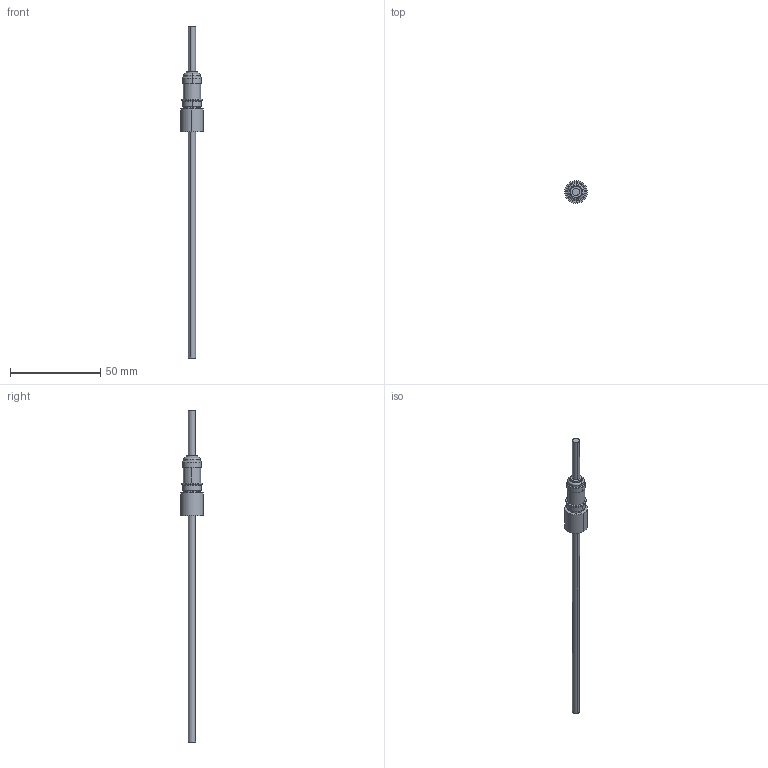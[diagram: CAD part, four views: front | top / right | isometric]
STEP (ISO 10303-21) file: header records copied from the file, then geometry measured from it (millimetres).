
FILE_DESCRIPTION (( 'STEP AP203' ), '1' );
FILE_NAME ('A0284-1-W.STEP', '2019-11-11T17:48:42', ( '' ), ( '' ), 'SwSTEP 2.0', 'SolidWorks 2019', '' );
FILE_SCHEMA (( 'CONFIG_CONTROL_DESIGN' ));
Length unit declared in the file: inch
Products named in the file (1): A0284-1-W
Bounding box: 12.56 x 12.56 x 184.15 mm (x, y, z)
Volume: 4595.9 mm3; surface area: 3806.3 mm2
Topology: 1 solids, 1 shells, 48 faces, 94 edges, 58 vertices
Faces by surface type: cylinder 26, plane 12, torus 6, cone 4
Entity records: 1329 total; most frequent: DIRECTION 256, CARTESIAN_POINT 201, ORIENTED_EDGE 188, AXIS2_PLACEMENT_3D 113, EDGE_CURVE 94, CIRCLE 64, EDGE_LOOP 58, VERTEX_POINT 58
